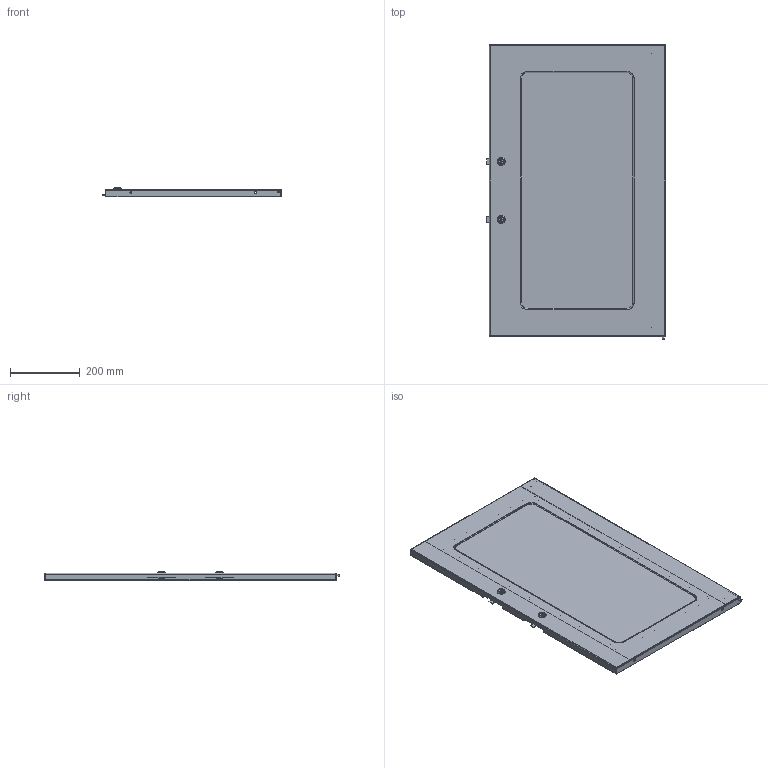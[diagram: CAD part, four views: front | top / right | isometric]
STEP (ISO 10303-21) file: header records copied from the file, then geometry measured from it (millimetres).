
FILE_DESCRIPTION (( 'STEP AP203' ), '1' );
FILE_NAME ('LE05-18U6X-DR.STEP', '2025-08-05T10:54:53', ( '' ), ( '' ), 'SwSTEP 2.0', 'SolidWorks 2022', '' );
FILE_SCHEMA (( 'CONFIG_CONTROL_DESIGN' ));
Length unit declared in the file: millimetre
Products named in the file (1): LE05-18U6X-DR
Bounding box: 513 x 845.5 x 26.8 mm (x, y, z)
Surface area: 1200542.9 mm2 (no closed solid volume)
Topology: 0 solids, 21 shells, 242 faces, 861 edges, 626 vertices
Faces by surface type: plane 118, cylinder 85, cone 16, bspline 11, torus 8, sphere 4
Entity records: 11464 total; most frequent: CARTESIAN_POINT 3996, DIRECTION 1563, ORIENTED_EDGE 1312, EDGE_CURVE 861, VERTEX_POINT 626, AXIS2_PLACEMENT_3D 521, VECTOR 521, LINE 521
